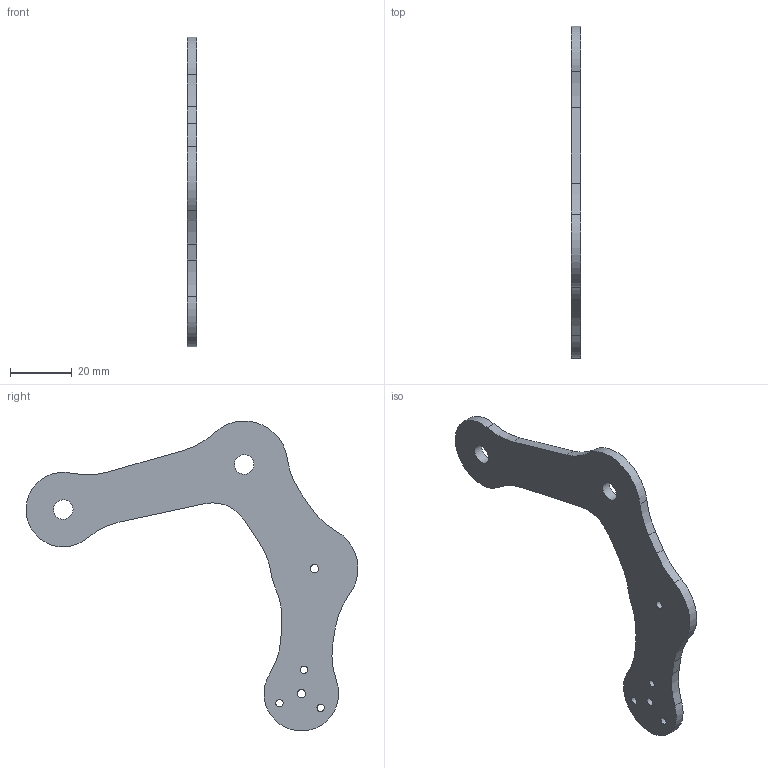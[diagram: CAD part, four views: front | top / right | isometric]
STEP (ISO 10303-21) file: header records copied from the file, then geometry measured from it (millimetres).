
FILE_DESCRIPTION(/* description */ ('STEP AP214'),/* implementation_level */ '2;1');
FILE_NAME(/* name */ '62525d47ecdeb77adb8bba42',/* time_stamp */ '2022-04-10T04:30:00+00:00',/* author */ (''),/* organization */ (''),/* preprocessor_version */ 'ST-DEVELOPER v18.101',/* originating_system */ ' ',/* authorisation */ ' ');
FILE_SCHEMA (('AUTOMOTIVE_DESIGN {1 0 10303 214 3 1 1}'));
Length unit declared in the file: metre
Products named in the file (1): Frame Part
Bounding box: 3.17 x 107.88 x 100.69 mm (x, y, z)
Volume: 10716.7 mm3; surface area: 8175.4 mm2
Topology: 1 solids, 1 shells, 31 faces, 87 edges, 58 vertices
Faces by surface type: cylinder 23, plane 8
Full cylindrical faces by diameter (mm): 2.381 x3, 2.705 x2, 6.35 x2
Entity records: 1050 total; most frequent: DIRECTION 190, CARTESIAN_POINT 170, ORIENTED_EDGE 160, EDGE_CURVE 80, AXIS2_PLACEMENT_3D 78, VERTEX_POINT 58, EDGE_LOOP 52, FACE_BOUND 52
